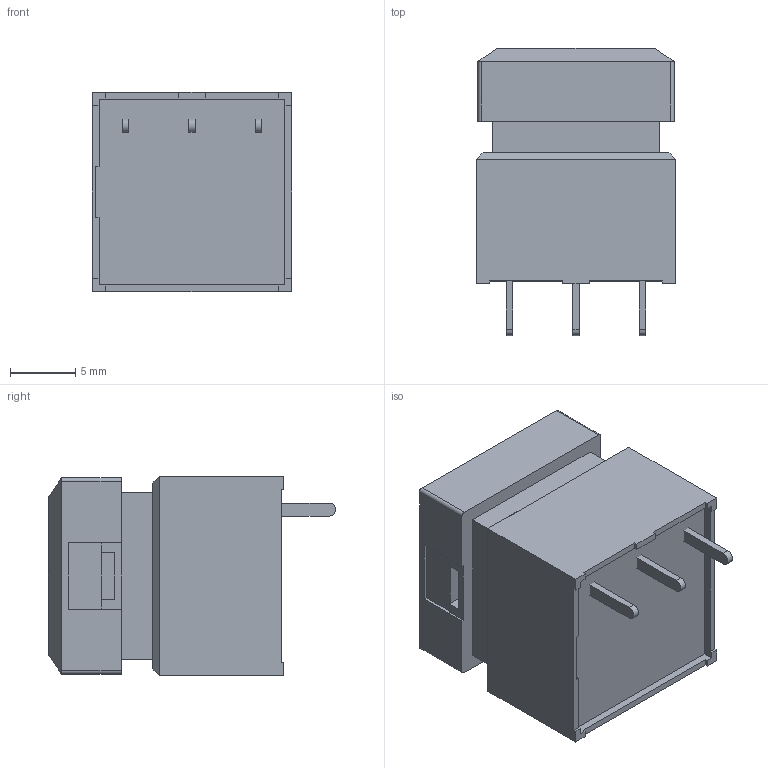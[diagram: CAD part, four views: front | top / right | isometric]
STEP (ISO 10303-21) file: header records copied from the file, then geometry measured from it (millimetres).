
FILE_DESCRIPTION(/* description */ ('PC and Snap-in Mount Non-Illuminated Pushbuttons_ni_body-Non-Illuminated Pushbuttons - Series UB2'),/* implementation_level */ '2;1');
FILE_NAME(/* name */ 'ELEC_Pushbutton_UB216SKG035D-NR.iam.step',/* time_stamp */ '2015-01-02T19:32:42-08:00',/* author */ ('Autodesk Inc.'),/* organization */ ('Autodesk Inc.'),/* preprocessor_version */ 'ST-DEVELOPER v15.6',/* originating_system */ 'Autodesk Inventor 2015',/* authorisation */ '');
FILE_SCHEMA (('AUTOMOTIVE_DESIGN { 1 0 10303 214 3 1 1 }'));
Length unit declared in the file: inch
Products named in the file (5): UB21SK035C_5Dni_body; UB21G03_5Dni_pole; UB2SK5Dni_d_cap; UB2_5Dni_cap; ELEC_Pushbutton_UB216SKG035D-NR
Assembly tree (4 placements, depth 2):
  ELEC_Pushbutton_UB216SKG035D-NR
    UB21SK035C_5Dni_body
    UB21G03_5Dni_pole
    UB2SK5Dni_d_cap
    UB2_5Dni_cap
Bounding box: 15.24 x 22 x 15.24 mm (x, y, z)
Volume: 3863.3 mm3; surface area: 2754.7 mm2
Topology: 4 solids, 4 shells, 91 faces, 234 edges, 154 vertices
Faces by surface type: plane 84, cylinder 7
Entity records: 2901 total; most frequent: CARTESIAN_POINT 488, ORIENTED_EDGE 468, DIRECTION 452, EDGE_CURVE 234, LINE 216, VECTOR 216, VERTEX_POINT 154, AXIS2_PLACEMENT_3D 118
